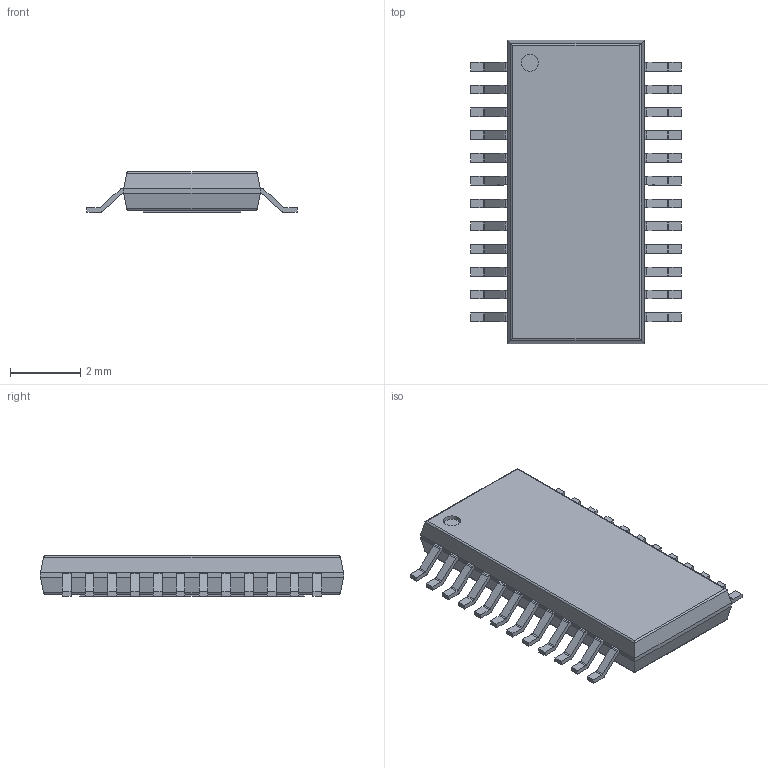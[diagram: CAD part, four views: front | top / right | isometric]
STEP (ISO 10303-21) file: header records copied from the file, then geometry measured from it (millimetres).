
FILE_DESCRIPTION(('FreeCAD Model'),'2;1');
FILE_NAME('1601404.2.1.stp','2021-01-27T11:57:03',( 'Author'),(''),'Open CASCADE STEP processor 6.9','FreeCAD','Unknown' );
FILE_SCHEMA(('AUTOMOTIVE_DESIGN { 1 0 10303 214 1 1 1 1 }'));
Length unit declared in the file: millimetre
Products named in the file (4): ASSEMBLY; Body; PinsArrayLR; ThermalPad
Assembly tree (3 placements, depth 2):
  ASSEMBLY
    Body
    PinsArrayLR
    ThermalPad
Bounding box: 6 x 8.65 x 1.15 mm (x, y, z)
Volume: 37.7 mm3; surface area: 150.4 mm2
Topology: 26 solids, 26 shells, 342 faces, 851 edges, 562 vertices
Faces by surface type: plane 261, cylinder 81
Full cylindrical faces by diameter (mm): 0.487 x1
Entity records: 21657 total; most frequent: CARTESIAN_POINT 4073, DIRECTION 3259, LINE 2185, VECTOR 2185, ORIENTED_EDGE 1702, PCURVE 1702, DEFINITIONAL_REPRESENTATION 1702, EDGE_CURVE 851
